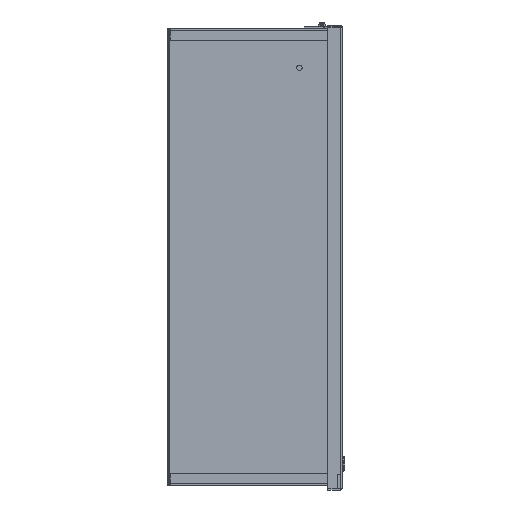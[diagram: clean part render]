
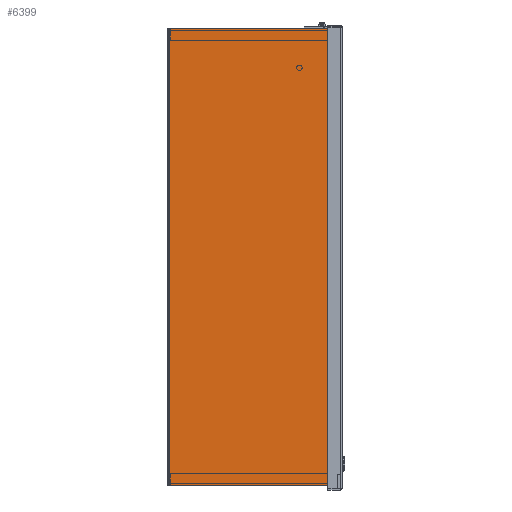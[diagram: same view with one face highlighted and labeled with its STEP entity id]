
A CAD part, front view. The second image highlights one B-rep face of the part: STEP entity #6399.
In plain terms, the highlighted face is planar.
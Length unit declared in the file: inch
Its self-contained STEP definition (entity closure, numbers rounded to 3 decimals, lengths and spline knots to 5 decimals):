
#636 = CARTESIAN_POINT ( 'NONE',  ( 12., -8.892, -12. ) ) ;
#813 = LINE ( 'NONE', #24198, #23168 ) ;
#970 = FACE_OUTER_BOUND ( 'NONE', #10415, .T. ) ;
#2202 = CARTESIAN_POINT ( 'NONE',  ( -12., -8.892, -12. ) ) ;
#2899 = EDGE_CURVE ( 'NONE', #20496, #5518, #14395, .T. ) ;
#4889 = VECTOR ( 'NONE', #23715, 39.37008 ) ;
#4944 = CARTESIAN_POINT ( 'NONE',  ( -12., -0.0625, -12. ) ) ;
#5518 = VERTEX_POINT ( 'NONE', #8784 ) ;
#5753 = EDGE_CURVE ( 'NONE', #12688, #12887, #9361, .T. ) ;
#6271 = VECTOR ( 'NONE', #13604, 39.37008 ) ;
#6399 = ADVANCED_FACE ( 'NONE', ( #970 ), #16653, .T. ) ;
#7708 = CARTESIAN_POINT ( 'NONE',  ( 12., -0.108, -12. ) ) ;
#8784 = CARTESIAN_POINT ( 'NONE',  ( -12., -8.892, -12. ) ) ;
#8807 = DIRECTION ( 'NONE',  ( 0., -1., 0. ) ) ;
#8902 = DIRECTION ( 'NONE',  ( 0., 1., 0. ) ) ;
#8984 = DIRECTION ( 'NONE',  ( 0., 0., -1. ) ) ;
#9126 = CARTESIAN_POINT ( 'NONE',  ( -12., -0.072, -12. ) ) ;
#9361 = LINE ( 'NONE', #7708, #6271 ) ;
#10415 = EDGE_LOOP ( 'NONE', ( #16443, #25127, #11368, #18565 ) ) ;
#11368 = ORIENTED_EDGE ( 'NONE', *, *, #16015, .T. ) ;
#12399 = EDGE_CURVE ( 'NONE', #5518, #12887, #13832, .T. ) ;
#12688 = VERTEX_POINT ( 'NONE', #18232 ) ;
#12887 = VERTEX_POINT ( 'NONE', #18481 ) ;
#13604 = DIRECTION ( 'NONE',  ( -1., 0., 0. ) ) ;
#13832 = LINE ( 'NONE', #9126, #16544 ) ;
#14395 = LINE ( 'NONE', #2202, #4889 ) ;
#16015 = EDGE_CURVE ( 'NONE', #12688, #20496, #813, .T. ) ;
#16443 = ORIENTED_EDGE ( 'NONE', *, *, #12399, .T. ) ;
#16544 = VECTOR ( 'NONE', #18676, 39.37008 ) ;
#16653 = PLANE ( 'NONE',  #23532 ) ;
#18232 = CARTESIAN_POINT ( 'NONE',  ( 12., -0.108, -12. ) ) ;
#18481 = CARTESIAN_POINT ( 'NONE',  ( -12., -0.108, -12. ) ) ;
#18565 = ORIENTED_EDGE ( 'NONE', *, *, #2899, .T. ) ;
#18676 = DIRECTION ( 'NONE',  ( 0., 1., 0. ) ) ;
#20496 = VERTEX_POINT ( 'NONE', #636 ) ;
#23168 = VECTOR ( 'NONE', #8807, 39.37008 ) ;
#23532 = AXIS2_PLACEMENT_3D ( 'NONE', #4944, #8984, #8902 ) ;
#23715 = DIRECTION ( 'NONE',  ( -1., 0., 0. ) ) ;
#24198 = CARTESIAN_POINT ( 'NONE',  ( 12., -0.072, -12. ) ) ;
#25127 = ORIENTED_EDGE ( 'NONE', *, *, #5753, .F. ) ;
